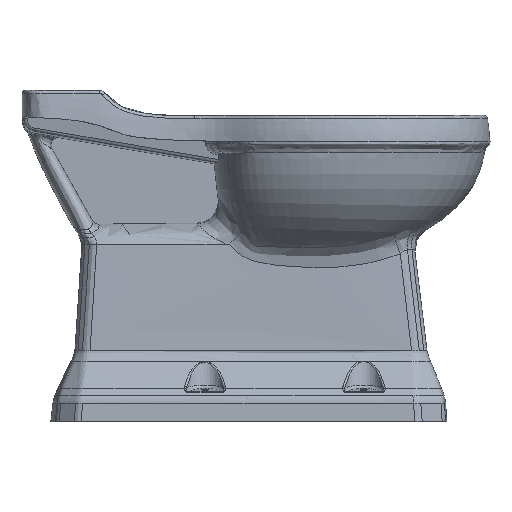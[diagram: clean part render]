
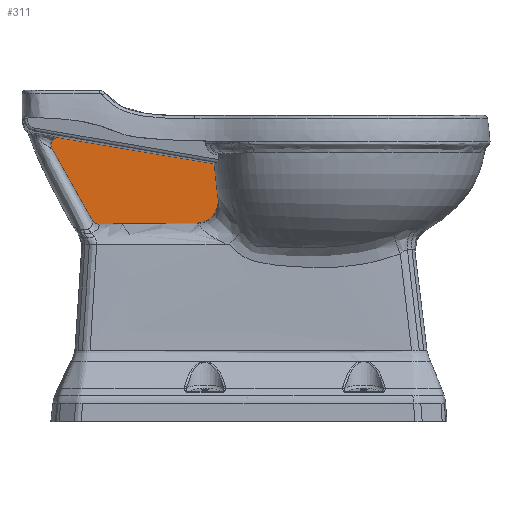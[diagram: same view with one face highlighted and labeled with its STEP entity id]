
A CAD part, left-side view. The second image highlights one B-rep face of the part: STEP entity #311.
In plain terms, the highlighted planar face has unit normal (-1, 0, 0).
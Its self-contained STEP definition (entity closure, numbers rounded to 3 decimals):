
#311=ADVANCED_FACE('',(#617),#4464,.T.);
#617=FACE_OUTER_BOUND('',#930,.T.);
#930=EDGE_LOOP('',(#2343,#2344,#2345,#2346,#2347,#2348,#2349));
#2343=ORIENTED_EDGE('',*,*,#2994,.F.);
#2344=ORIENTED_EDGE('',*,*,#3055,.T.);
#2345=ORIENTED_EDGE('',*,*,#3004,.F.);
#2346=ORIENTED_EDGE('',*,*,#2494,.T.);
#2347=ORIENTED_EDGE('',*,*,#3192,.T.);
#2348=ORIENTED_EDGE('',*,*,#3170,.F.);
#2349=ORIENTED_EDGE('',*,*,#2605,.T.);
#2494=EDGE_CURVE('',#3997,#3993,#3505,.T.);
#2605=EDGE_CURVE('',#4081,#4082,#3556,.T.);
#2994=EDGE_CURVE('',#4322,#4082,#3852,.T.);
#3004=EDGE_CURVE('',#3997,#4328,#3862,.T.);
#3055=EDGE_CURVE('',#4322,#4328,#3893,.T.);
#3170=EDGE_CURVE('',#4081,#4411,#3948,.T.);
#3192=EDGE_CURVE('',#3993,#4411,#3963,.T.);
#3505=B_SPLINE_CURVE_WITH_KNOTS('',3,(#108325,#108326,#108327,#108328),
 .UNSPECIFIED.,.F.,.F.,(4,4),(0.,1.),.UNSPECIFIED.);
#3556=B_SPLINE_CURVE_WITH_KNOTS('',3,(#112019,#112020,#112021,#112022,#112023,
#112024),.UNSPECIFIED.,.F.,.F.,(4,2,4),(-1.,-0.5,0.),.UNSPECIFIED.);
#3852=B_SPLINE_CURVE_WITH_KNOTS('',3,(#117823,#117824,#117825,#117826),
 .UNSPECIFIED.,.F.,.F.,(4,4),(0.,1.),.UNSPECIFIED.);
#3862=B_SPLINE_CURVE_WITH_KNOTS('',3,(#117901,#117902,#117903,#117904,#117905,
#117906,#117907,#117908,#117909,#117910,#117911,#117912,#117913,#117914),
 .UNSPECIFIED.,.F.,.F.,(4,2,2,2,2,2,4),(0.,0.125,0.25,
0.5,0.625,0.75,1.),
 .UNSPECIFIED.);
#3893=B_SPLINE_CURVE_WITH_KNOTS('',3,(#118527,#118528,#118529,#118530,#118531,
#118532,#118533),.UNSPECIFIED.,.F.,.F.,(4,3,4),(-0.969,-0.483,
-0.222),.UNSPECIFIED.);
#3948=B_SPLINE_CURVE_WITH_KNOTS('',3,(#119621,#119622,#119623,#119624,#119625,
#119626,#119627,#119628,#119629,#119630),.UNSPECIFIED.,.F.,.F.,(4,2,2,2,
4),(0.,0.25,0.5,0.75,1.),
 .UNSPECIFIED.);
#3963=B_SPLINE_CURVE_WITH_KNOTS('',1,(#119831,#119832),.UNSPECIFIED.,.F.,
 .F.,(2,2),(-1.,-0.084),.UNSPECIFIED.);
#3993=VERTEX_POINT('',#106091);
#3997=VERTEX_POINT('',#106095);
#4081=VERTEX_POINT('',#106179);
#4082=VERTEX_POINT('',#106180);
#4322=VERTEX_POINT('',#106420);
#4328=VERTEX_POINT('',#106426);
#4411=VERTEX_POINT('',#106509);
#4464=PLANE('',#4790);
#4790=AXIS2_PLACEMENT_3D('',#87126,#4823,$);
#4823=DIRECTION('',(-1.,0.,0.));
#87126=CARTESIAN_POINT('',(-3.908,-15.745,257.37));
#106091=CARTESIAN_POINT('',(-3.908,-266.96,354.564));
#106095=CARTESIAN_POINT('',(-3.908,-271.936,309.02));
#106179=CARTESIAN_POINT('',(-3.908,-41.479,375.817));
#106180=CARTESIAN_POINT('',(-3.908,-97.674,275.56));
#106420=CARTESIAN_POINT('',(-3.908,-106.371,270.7));
#106426=CARTESIAN_POINT('',(-3.908,-242.729,272.095));
#106509=CARTESIAN_POINT('',(-3.908,-51.908,390.753));
#108325=CARTESIAN_POINT('',(-3.908,-271.936,309.02));
#108326=CARTESIAN_POINT('',(-3.908,-268.912,323.894));
#108327=CARTESIAN_POINT('',(-3.908,-267.611,339.243));
#108328=CARTESIAN_POINT('',(-3.908,-266.96,354.564));
#112019=CARTESIAN_POINT('',(-3.908,-41.479,375.817));
#112020=CARTESIAN_POINT('',(-3.908,-50.419,358.863));
#112021=CARTESIAN_POINT('',(-3.908,-59.702,342.102));
#112022=CARTESIAN_POINT('',(-3.908,-78.316,308.607));
#112023=CARTESIAN_POINT('',(-3.908,-87.762,291.942));
#112024=CARTESIAN_POINT('',(-3.908,-97.674,275.56));
#117823=CARTESIAN_POINT('',(-3.908,-106.371,270.7));
#117824=CARTESIAN_POINT('',(-3.908,-102.881,270.639));
#117825=CARTESIAN_POINT('',(-3.908,-99.51,272.526));
#117826=CARTESIAN_POINT('',(-3.908,-97.674,275.56));
#117901=CARTESIAN_POINT('',(-3.908,-271.936,309.02));
#117902=CARTESIAN_POINT('',(-3.908,-272.391,306.784));
#117903=CARTESIAN_POINT('',(-3.908,-272.596,304.538));
#117904=CARTESIAN_POINT('',(-3.908,-272.527,300.03));
#117905=CARTESIAN_POINT('',(-3.908,-272.243,297.744));
#117906=CARTESIAN_POINT('',(-3.908,-270.689,291.164));
#117907=CARTESIAN_POINT('',(-3.908,-268.678,286.993));
#117908=CARTESIAN_POINT('',(-3.908,-264.526,281.733));
#117909=CARTESIAN_POINT('',(-3.908,-262.925,280.111));
#117910=CARTESIAN_POINT('',(-3.908,-259.462,277.307));
#117911=CARTESIAN_POINT('',(-3.908,-257.595,276.11));
#117912=CARTESIAN_POINT('',(-3.908,-251.578,273.15));
#117913=CARTESIAN_POINT('',(-3.908,-247.197,272.115));
#117914=CARTESIAN_POINT('',(-3.908,-242.729,272.095));
#118527=CARTESIAN_POINT('',(-3.908,-106.371,270.7));
#118528=CARTESIAN_POINT('',(-3.908,-135.951,271.212));
#118529=CARTESIAN_POINT('',(-3.908,-165.543,271.562));
#118530=CARTESIAN_POINT('',(-3.908,-195.135,271.8));
#118531=CARTESIAN_POINT('',(-3.908,-210.998,271.928));
#118532=CARTESIAN_POINT('',(-3.908,-226.864,272.024));
#118533=CARTESIAN_POINT('',(-3.908,-242.729,272.095));
#119621=CARTESIAN_POINT('',(-3.908,-41.479,375.817));
#119622=CARTESIAN_POINT('',(-3.908,-40.59,377.503));
#119623=CARTESIAN_POINT('',(-3.908,-40.186,379.416));
#119624=CARTESIAN_POINT('',(-3.908,-40.416,383.19));
#119625=CARTESIAN_POINT('',(-3.908,-41.066,385.062));
#119626=CARTESIAN_POINT('',(-3.908,-43.216,388.143));
#119627=CARTESIAN_POINT('',(-3.908,-44.71,389.368));
#119628=CARTESIAN_POINT('',(-3.908,-48.16,390.837));
#119629=CARTESIAN_POINT('',(-3.908,-50.059,391.065));
#119630=CARTESIAN_POINT('',(-3.908,-51.908,390.753));
#119831=CARTESIAN_POINT('',(-3.908,-266.96,354.564));
#119832=CARTESIAN_POINT('',(-3.908,-51.908,390.753));
